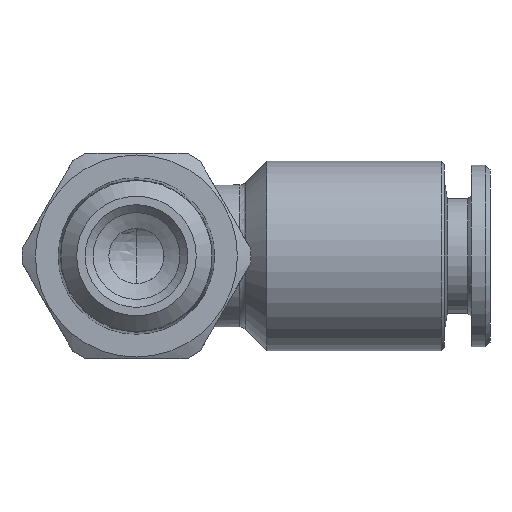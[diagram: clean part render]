
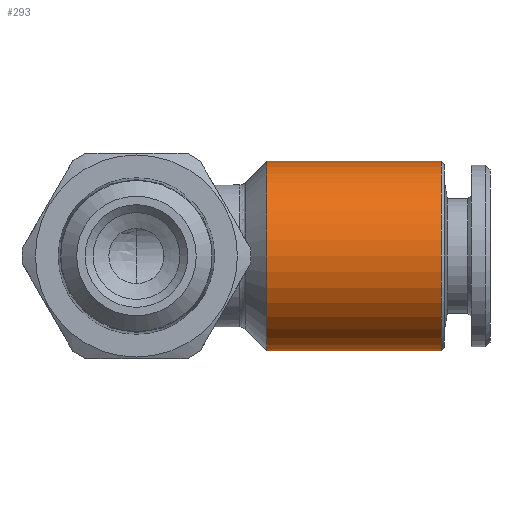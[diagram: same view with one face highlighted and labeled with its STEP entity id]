
A CAD part, front view. The second image highlights one B-rep face of the part: STEP entity #293.
In plain terms, the highlighted cylindrical face has radius 6 mm (diameter 12 mm), a full revolution.
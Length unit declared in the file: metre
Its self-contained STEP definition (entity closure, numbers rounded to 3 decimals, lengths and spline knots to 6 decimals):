
#293 = ADVANCED_FACE( 'NONE', ( #624, #625 ), #626, .T. );
#624 = FACE_OUTER_BOUND( '', #1114, .T. );
#625 = FACE_OUTER_BOUND( '', #1115, .T. );
#626 = CYLINDRICAL_SURFACE( '', #1116, 0.006 );
#1114 = EDGE_LOOP( '', ( #1841 ) );
#1115 = EDGE_LOOP( '', ( #1842 ) );
#1116 = AXIS2_PLACEMENT_3D( '', #1843, #1844, #1845 );
#1841 = ORIENTED_EDGE( '', *, *, #2273, .T. );
#1842 = ORIENTED_EDGE( '', *, *, #2274, .T. );
#1843 = CARTESIAN_POINT( '', ( 0., 0., 0. ) );
#1844 = DIRECTION( '', ( 1., 0., 0. ) );
#1845 = DIRECTION( '', ( 0., 0., 1. ) );
#2273 = EDGE_CURVE( 'NONE', #2722, #2722, #2723, .T. );
#2274 = EDGE_CURVE( 'NONE', #2724, #2724, #2725, .T. );
#2722 = VERTEX_POINT( '', #3572 );
#2723 = CIRCLE( '', #3573, 0.006 );
#2724 = VERTEX_POINT( '', #3574 );
#2725 = CIRCLE( '', #3575, 0.006 );
#3572 = CARTESIAN_POINT( '', ( 0.00825, 0., -0.006 ) );
#3573 = AXIS2_PLACEMENT_3D( '', #3972, #3973, #3974 );
#3574 = CARTESIAN_POINT( '', ( 0.0193, 0., 0.006 ) );
#3575 = AXIS2_PLACEMENT_3D( '', #3975, #3976, #3977 );
#3972 = CARTESIAN_POINT( '', ( 0.00825, 0., 0. ) );
#3973 = DIRECTION( '', ( 1., 0., 0. ) );
#3974 = DIRECTION( '', ( 0., 0., -1. ) );
#3975 = CARTESIAN_POINT( '', ( 0.0193, 0., 0. ) );
#3976 = DIRECTION( '', ( -1., 0., 0. ) );
#3977 = DIRECTION( '', ( 0., 0., 1. ) );
